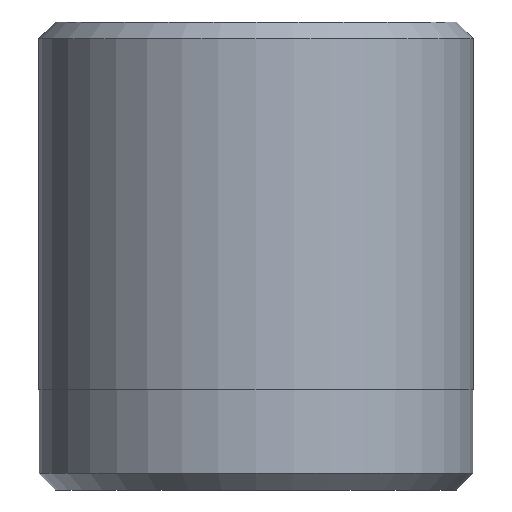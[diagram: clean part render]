
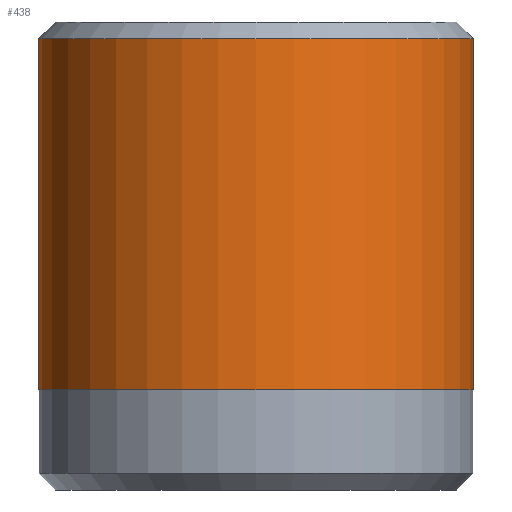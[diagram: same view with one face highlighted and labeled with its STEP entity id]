
A CAD part, front view. The second image highlights one B-rep face of the part: STEP entity #438.
In plain terms, the highlighted cylindrical face has radius 6.5 mm (diameter 13 mm), a partial arc.
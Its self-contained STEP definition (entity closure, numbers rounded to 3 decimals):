
#39 = CIRCLE ( 'NONE', #342, 6.5 ) ;
#44 = CARTESIAN_POINT ( 'NONE',  ( 0., 0., 14. ) ) ;
#81 = DIRECTION ( 'NONE',  ( 0., 0., -1. ) ) ;
#101 = DIRECTION ( 'NONE',  ( 0., 0., -1. ) ) ;
#121 = EDGE_CURVE ( 'NONE', #1102, #470, #552, .T. ) ;
#226 = CARTESIAN_POINT ( 'NONE',  ( 6.5, 0., 13.5 ) ) ;
#275 = CARTESIAN_POINT ( 'NONE',  ( -6.5, 0., 13.5 ) ) ;
#282 = DIRECTION ( 'NONE',  ( -1., 0., 0. ) ) ;
#285 = CARTESIAN_POINT ( 'NONE',  ( -6.5, 0., 3. ) ) ;
#342 = AXIS2_PLACEMENT_3D ( 'NONE', #793, #81, #904 ) ;
#438 = ADVANCED_FACE ( 'NONE', ( #767 ), #1308, .T. ) ;
#463 = CARTESIAN_POINT ( 'NONE',  ( 0., 0., 3. ) ) ;
#470 = VERTEX_POINT ( 'NONE', #477 ) ;
#477 = CARTESIAN_POINT ( 'NONE',  ( 6.5, 0., 3. ) ) ;
#510 = ORIENTED_EDGE ( 'NONE', *, *, #1098, .F. ) ;
#552 = LINE ( 'NONE', #765, #1133 ) ;
#588 = DIRECTION ( 'NONE',  ( -1., 0., 0. ) ) ;
#629 = VERTEX_POINT ( 'NONE', #275 ) ;
#729 = VECTOR ( 'NONE', #101, 1000. ) ;
#759 = DIRECTION ( 'NONE',  ( 0., 0., -1. ) ) ;
#765 = CARTESIAN_POINT ( 'NONE',  ( 6.5, 0., 14. ) ) ;
#767 = FACE_OUTER_BOUND ( 'NONE', #1170, .T. ) ;
#793 = CARTESIAN_POINT ( 'NONE',  ( 0., 0., 13.5 ) ) ;
#904 = DIRECTION ( 'NONE',  ( 1., 0., 0. ) ) ;
#937 = ORIENTED_EDGE ( 'NONE', *, *, #121, .F. ) ;
#958 = ORIENTED_EDGE ( 'NONE', *, *, #1467, .T. ) ;
#1067 = EDGE_CURVE ( 'NONE', #629, #1285, #1071, .T. ) ;
#1071 = LINE ( 'NONE', #1389, #729 ) ;
#1098 = EDGE_CURVE ( 'NONE', #470, #1285, #1306, .T. ) ;
#1102 = VERTEX_POINT ( 'NONE', #226 ) ;
#1133 = VECTOR ( 'NONE', #759, 1000. ) ;
#1170 = EDGE_LOOP ( 'NONE', ( #937, #958, #1316, #510 ) ) ;
#1227 = DIRECTION ( 'NONE',  ( 0., 0., -1. ) ) ;
#1238 = AXIS2_PLACEMENT_3D ( 'NONE', #44, #1227, #282 ) ;
#1278 = DIRECTION ( 'NONE',  ( 0., 0., -1. ) ) ;
#1285 = VERTEX_POINT ( 'NONE', #285 ) ;
#1306 = CIRCLE ( 'NONE', #1504, 6.5 ) ;
#1308 = CYLINDRICAL_SURFACE ( 'NONE', #1238, 6.5 ) ;
#1316 = ORIENTED_EDGE ( 'NONE', *, *, #1067, .T. ) ;
#1389 = CARTESIAN_POINT ( 'NONE',  ( -6.5, 0., 14. ) ) ;
#1467 = EDGE_CURVE ( 'NONE', #1102, #629, #39, .T. ) ;
#1504 = AXIS2_PLACEMENT_3D ( 'NONE', #463, #1278, #588 ) ;
